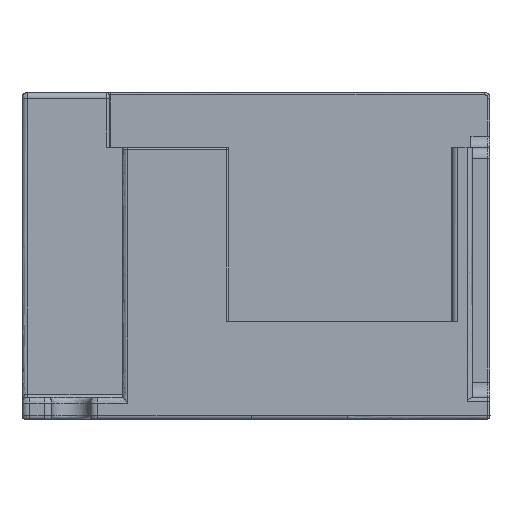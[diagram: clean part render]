
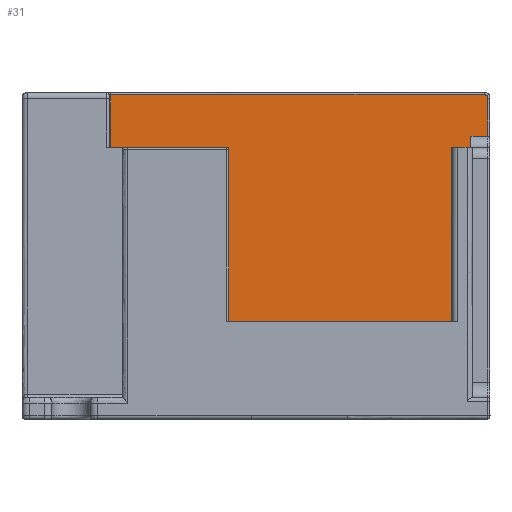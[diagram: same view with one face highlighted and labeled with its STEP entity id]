
A CAD part, left-side view. The second image highlights one B-rep face of the part: STEP entity #31.
In plain terms, the highlighted planar face has unit normal (-1, 0, 0).
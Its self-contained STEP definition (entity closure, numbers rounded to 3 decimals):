
#31=ADVANCED_FACE('',(#697),#10051,.T.);
#697=FACE_OUTER_BOUND('',#1363,.T.);
#1363=EDGE_LOOP('',(#2146,#2147,#2148,#2149,#2150,#2151,#2152,#2153,#2154,
#2155));
#2146=ORIENTED_EDGE('',*,*,#5343,.T.);
#2147=ORIENTED_EDGE('',*,*,#5340,.F.);
#2148=ORIENTED_EDGE('',*,*,#5342,.F.);
#2149=ORIENTED_EDGE('',*,*,#5344,.T.);
#2150=ORIENTED_EDGE('',*,*,#5345,.T.);
#2151=ORIENTED_EDGE('',*,*,#5346,.T.);
#2152=ORIENTED_EDGE('',*,*,#5349,.T.);
#2153=ORIENTED_EDGE('',*,*,#5347,.F.);
#2154=ORIENTED_EDGE('',*,*,#6909,.T.);
#2155=ORIENTED_EDGE('',*,*,#5348,.T.);
#5340=EDGE_CURVE('',#8640,#8641,#7056,.T.);
#5342=EDGE_CURVE('',#8644,#8640,#7058,.T.);
#5343=EDGE_CURVE('',#8645,#8641,#7059,.T.);
#5344=EDGE_CURVE('',#8644,#8646,#7060,.T.);
#5345=EDGE_CURVE('',#8646,#8647,#7061,.T.);
#5346=EDGE_CURVE('',#8647,#8648,#7062,.T.);
#5347=EDGE_CURVE('',#8642,#8643,#7063,.T.);
#5348=EDGE_CURVE('',#8649,#8645,#7064,.T.);
#5349=EDGE_CURVE('',#8648,#8643,#7065,.T.);
#6909=EDGE_CURVE('',#8642,#8649,#7015,.T.);
#7015=(
BOUNDED_CURVE()
B_SPLINE_CURVE(2,(#38116,#38117,#38118),.UNSPECIFIED.,.F.,.F.)
B_SPLINE_CURVE_WITH_KNOTS((3,3),(-0.4,0.),.UNSPECIFIED.)
CURVE()
GEOMETRIC_REPRESENTATION_ITEM()
RATIONAL_B_SPLINE_CURVE((1.,0.707,1.))
REPRESENTATION_ITEM('')
);
#7056=B_SPLINE_CURVE_WITH_KNOTS('',1,(#30923,#30924),.UNSPECIFIED.,.F.,
 .F.,(2,2),(-19.8,0.),.UNSPECIFIED.);
#7058=B_SPLINE_CURVE_WITH_KNOTS('',1,(#30927,#30928),.UNSPECIFIED.,.F.,
 .F.,(2,2),(0.,1.55),.UNSPECIFIED.);
#7059=B_SPLINE_CURVE_WITH_KNOTS('',1,(#30929,#30930),.UNSPECIFIED.,.F.,
 .F.,(2,2),(0.,22.249),.UNSPECIFIED.);
#7060=B_SPLINE_CURVE_WITH_KNOTS('',1,(#30931,#30932),.UNSPECIFIED.,.F.,
 .F.,(2,2),(0.,3.47),.UNSPECIFIED.);
#7061=B_SPLINE_CURVE_WITH_KNOTS('',3,(#30933,#30934,#30935,#30936,#30937,
#30938,#30939,#30940,#30941,#30942,#30943,#30944,#30945,#30946),
 .UNSPECIFIED.,.F.,.F.,(4,1,1,1,1,1,1,1,1,1,1,4),(0.,0.051,
0.102,0.152,0.203,0.254,
0.305,0.355,0.406,0.457,0.508,
0.558),.UNSPECIFIED.);
#7062=B_SPLINE_CURVE_WITH_KNOTS('',1,(#30947,#30948),.UNSPECIFIED.,.F.,
 .F.,(2,2),(0.,34.328),.UNSPECIFIED.);
#7063=B_SPLINE_CURVE_WITH_KNOTS('',1,(#30949,#30950),.UNSPECIFIED.,.F.,
 .F.,(2,2),(-10.659,0.),.UNSPECIFIED.);
#7064=B_SPLINE_CURVE_WITH_KNOTS('',1,(#30951,#30952),.UNSPECIFIED.,.F.,
 .F.,(2,2),(0.,18.6),.UNSPECIFIED.);
#7065=B_SPLINE_CURVE_WITH_KNOTS('',1,(#30953,#30954),.UNSPECIFIED.,.F.,
 .F.,(2,2),(-4.803,0.),.UNSPECIFIED.);
#8640=VERTEX_POINT('',#29850);
#8641=VERTEX_POINT('',#29851);
#8642=VERTEX_POINT('',#29852);
#8643=VERTEX_POINT('',#29853);
#8644=VERTEX_POINT('',#29854);
#8645=VERTEX_POINT('',#29855);
#8646=VERTEX_POINT('',#29856);
#8647=VERTEX_POINT('',#29857);
#8648=VERTEX_POINT('',#29858);
#8649=VERTEX_POINT('',#29859);
#10051=PLANE('',#10249);
#10249=AXIS2_PLACEMENT_3D('',#10704,#10431,$);
#10431=DIRECTION('',(-1.,0.,0.));
#10704=CARTESIAN_POINT('',(529.25,-175.42,-61.417));
#29850=CARTESIAN_POINT('',(529.25,-212.252,-39.));
#29851=CARTESIAN_POINT('',(529.25,-212.251,-58.8));
#29852=CARTESIAN_POINT('',(529.25,-189.802,-40.));
#29853=CARTESIAN_POINT('',(529.25,-179.143,-40.003));
#29854=CARTESIAN_POINT('',(529.25,-213.802,-39.));
#29855=CARTESIAN_POINT('',(529.25,-190.002,-58.8));
#29856=CARTESIAN_POINT('',(529.25,-213.802,-35.53));
#29857=CARTESIAN_POINT('',(529.25,-213.472,-35.2));
#29858=CARTESIAN_POINT('',(529.25,-179.143,-35.2));
#29859=CARTESIAN_POINT('',(529.25,-190.002,-40.2));
#30923=CARTESIAN_POINT('',(529.25,-212.252,-39.));
#30924=CARTESIAN_POINT('',(529.25,-212.251,-58.8));
#30927=CARTESIAN_POINT('',(529.25,-213.802,-39.));
#30928=CARTESIAN_POINT('',(529.25,-212.252,-39.));
#30929=CARTESIAN_POINT('',(529.25,-190.002,-58.8));
#30930=CARTESIAN_POINT('',(529.25,-212.251,-58.8));
#30931=CARTESIAN_POINT('',(529.25,-213.802,-39.));
#30932=CARTESIAN_POINT('',(529.25,-213.802,-35.53));
#30933=CARTESIAN_POINT('',(529.25,-213.802,-35.53));
#30934=CARTESIAN_POINT('',(529.25,-213.802,-35.51));
#30935=CARTESIAN_POINT('',(529.25,-213.802,-35.471));
#30936=CARTESIAN_POINT('',(529.25,-213.798,-35.414));
#30937=CARTESIAN_POINT('',(529.25,-213.789,-35.365));
#30938=CARTESIAN_POINT('',(529.25,-213.773,-35.322));
#30939=CARTESIAN_POINT('',(529.25,-213.749,-35.283));
#30940=CARTESIAN_POINT('',(529.25,-213.719,-35.253));
#30941=CARTESIAN_POINT('',(529.25,-213.681,-35.229));
#30942=CARTESIAN_POINT('',(529.25,-213.638,-35.213));
#30943=CARTESIAN_POINT('',(529.25,-213.588,-35.204));
#30944=CARTESIAN_POINT('',(529.25,-213.532,-35.2));
#30945=CARTESIAN_POINT('',(529.25,-213.492,-35.2));
#30946=CARTESIAN_POINT('',(529.25,-213.472,-35.2));
#30947=CARTESIAN_POINT('',(529.25,-213.472,-35.2));
#30948=CARTESIAN_POINT('',(529.25,-179.143,-35.2));
#30949=CARTESIAN_POINT('',(529.25,-189.802,-40.));
#30950=CARTESIAN_POINT('',(529.25,-179.143,-40.003));
#30951=CARTESIAN_POINT('',(529.25,-190.002,-40.2));
#30952=CARTESIAN_POINT('',(529.25,-190.002,-58.8));
#30953=CARTESIAN_POINT('',(529.25,-179.143,-35.2));
#30954=CARTESIAN_POINT('',(529.25,-179.143,-40.003));
#38116=CARTESIAN_POINT('',(529.25,-189.802,-40.));
#38117=CARTESIAN_POINT('',(529.25,-190.002,-40.));
#38118=CARTESIAN_POINT('',(529.25,-190.002,-40.2));
